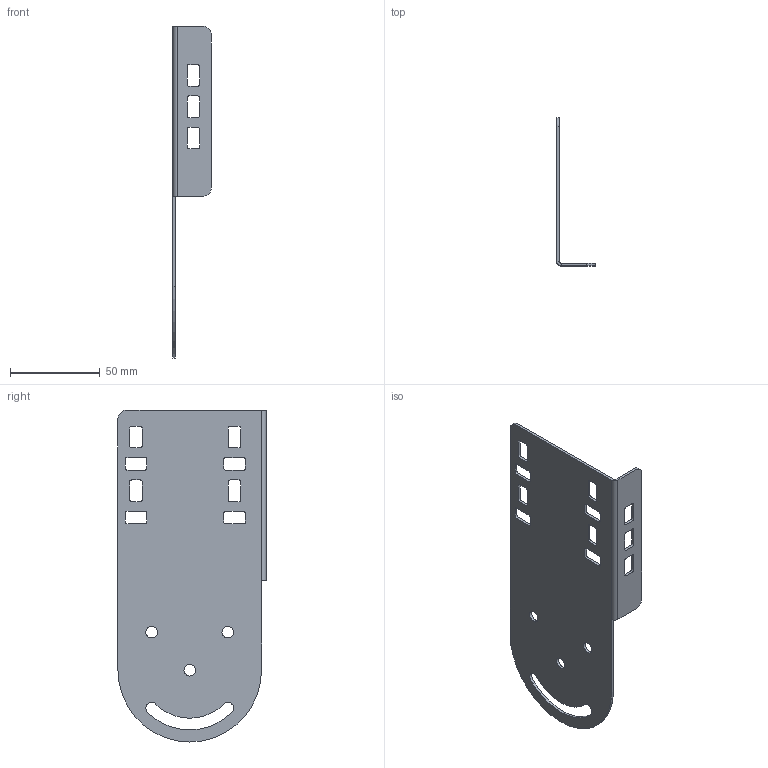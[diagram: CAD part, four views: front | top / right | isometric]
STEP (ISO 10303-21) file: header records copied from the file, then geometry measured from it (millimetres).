
FILE_DESCRIPTION (( 'STEP AP203' ), '1' );
FILE_NAME ('LE-SLH06-100 LESTA Ñîåäèíèòåëü øàðíèðí. ëåñòí. 100ìì IEK 1.STEP', '2023-03-23T06:44:01', ( '' ), ( '' ), 'SwSTEP 2.0', 'SolidWorks 2022', '' );
FILE_SCHEMA (( 'CONFIG_CONTROL_DESIGN' ));
Length unit declared in the file: millimetre
Products named in the file (1): LE-SLH06-100 LESTA Соединитель шарнирн. лестн. 100мм IEK 1
Bounding box: 21.5 x 82.5 x 185 mm (x, y, z)
Volume: 22214.6 mm3; surface area: 31281.1 mm2
Topology: 1 solids, 1 shells, 119 faces, 343 edges, 226 vertices
Faces by surface type: cylinder 63, plane 56
Entity records: 4076 total; most frequent: DIRECTION 709, CARTESIAN_POINT 689, ORIENTED_EDGE 686, EDGE_CURVE 343, AXIS2_PLACEMENT_3D 246, VERTEX_POINT 226, LINE 217, VECTOR 217
